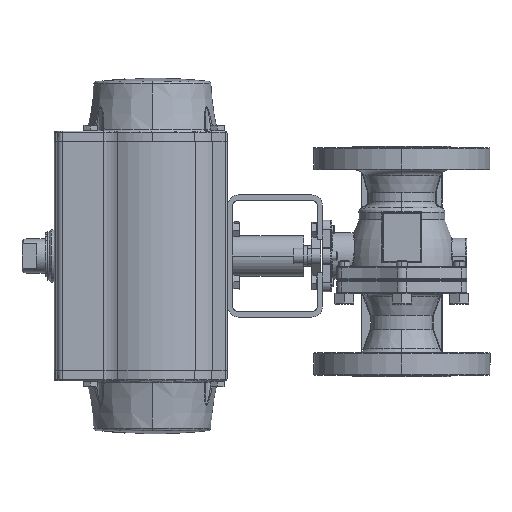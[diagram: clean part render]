
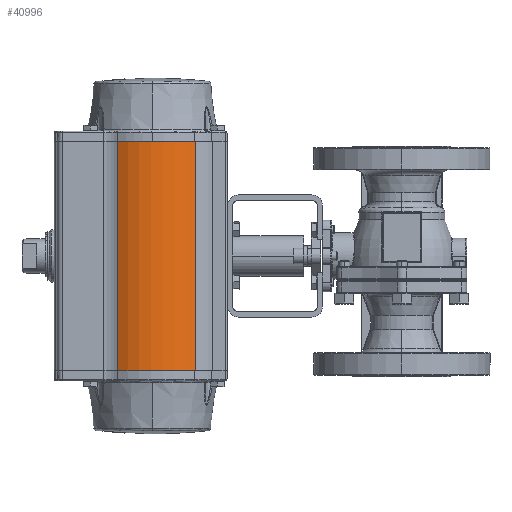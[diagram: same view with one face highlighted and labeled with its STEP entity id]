
A CAD part, left-side view. The second image highlights one B-rep face of the part: STEP entity #40996.
In plain terms, the highlighted cylindrical face has radius 64 mm (diameter 128 mm), a partial arc.
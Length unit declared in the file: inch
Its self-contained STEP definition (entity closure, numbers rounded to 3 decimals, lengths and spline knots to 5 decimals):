
#782 = CARTESIAN_POINT ( 'NONE',  ( -2.37452, 9.20291, 5.34151 ) ) ;
#1192 = CARTESIAN_POINT ( 'NONE',  ( -4.32798, 7.61143, -3.11125 ) ) ;
#2474 = CARTESIAN_POINT ( 'NONE',  ( -2.37452, 9.20291, -3.11125 ) ) ;
#6557 = DIRECTION ( 'NONE',  ( 1., 0., 0. ) ) ;
#6822 = VECTOR ( 'NONE', #62842, 39.37008 ) ;
#8236 = DIRECTION ( 'NONE',  ( 1., 0., 0. ) ) ;
#8613 = LINE ( 'NONE', #74365, #6822 ) ;
#9840 = EDGE_CURVE ( 'NONE', #27871, #22512, #36908, .T. ) ;
#11311 = CARTESIAN_POINT ( 'NONE',  ( -4.54031, 10.4906, -3.11125 ) ) ;
#12631 = CARTESIAN_POINT ( 'NONE',  ( -4.54031, 10.4906, 5.34151 ) ) ;
#14562 = AXIS2_PLACEMENT_3D ( 'NONE', #48646, #25771, #20010 ) ;
#19856 = VERTEX_POINT ( 'NONE', #49104 ) ;
#20010 = DIRECTION ( 'NONE',  ( 1., 0., 0. ) ) ;
#21591 = VECTOR ( 'NONE', #22666, 39.37008 ) ;
#22512 = VERTEX_POINT ( 'NONE', #31592 ) ;
#22666 = DIRECTION ( 'NONE',  ( 0., 0., -1. ) ) ;
#25771 = DIRECTION ( 'NONE',  ( 0., 0., 1. ) ) ;
#27871 = VERTEX_POINT ( 'NONE', #12631 ) ;
#28538 = FACE_OUTER_BOUND ( 'NONE', #73132, .T. ) ;
#31583 = CIRCLE ( 'NONE', #43821, 2.51969 ) ;
#31592 = CARTESIAN_POINT ( 'NONE',  ( -4.54031, 10.4906, -3.11125 ) ) ;
#31598 = EDGE_CURVE ( 'NONE', #40386, #19856, #8613, .T. ) ;
#32257 = EDGE_CURVE ( 'NONE', #19856, #27871, #73384, .T. ) ;
#36908 = LINE ( 'NONE', #11311, #21591 ) ;
#38711 = ORIENTED_EDGE ( 'NONE', *, *, #31598, .T. ) ;
#40386 = VERTEX_POINT ( 'NONE', #1192 ) ;
#40996 = ADVANCED_FACE ( 'NONE', ( #28538 ), #72601, .T. ) ;
#41095 = DIRECTION ( 'NONE',  ( 0., 0., -1. ) ) ;
#42785 = DIRECTION ( 'NONE',  ( 0., 0., 1. ) ) ;
#43821 = AXIS2_PLACEMENT_3D ( 'NONE', #2474, #42785, #8236 ) ;
#48646 = CARTESIAN_POINT ( 'NONE',  ( -2.37452, 9.20291, -3.11125 ) ) ;
#49104 = CARTESIAN_POINT ( 'NONE',  ( -4.32798, 7.61143, 5.34151 ) ) ;
#50799 = AXIS2_PLACEMENT_3D ( 'NONE', #782, #41095, #6557 ) ;
#56524 = ORIENTED_EDGE ( 'NONE', *, *, #65641, .T. ) ;
#62842 = DIRECTION ( 'NONE',  ( 0., 0., 1. ) ) ;
#64037 = ORIENTED_EDGE ( 'NONE', *, *, #32257, .T. ) ;
#65641 = EDGE_CURVE ( 'NONE', #22512, #40386, #31583, .T. ) ;
#65923 = ORIENTED_EDGE ( 'NONE', *, *, #9840, .T. ) ;
#72601 = CYLINDRICAL_SURFACE ( 'NONE', #14562, 2.51969 ) ;
#73132 = EDGE_LOOP ( 'NONE', ( #56524, #38711, #64037, #65923 ) ) ;
#73384 = CIRCLE ( 'NONE', #50799, 2.51969 ) ;
#74365 = CARTESIAN_POINT ( 'NONE',  ( -4.32798, 7.61143, -3.11125 ) ) ;
